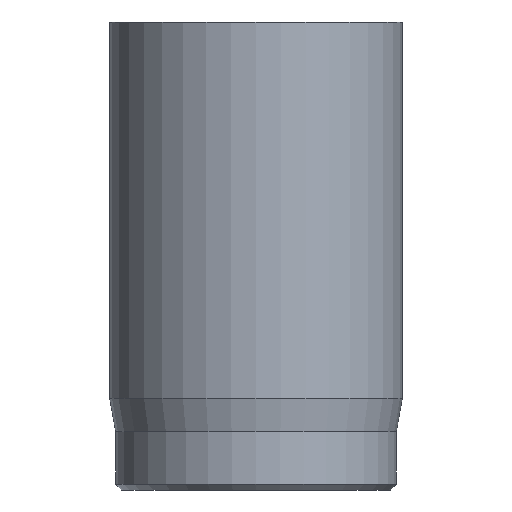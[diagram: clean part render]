
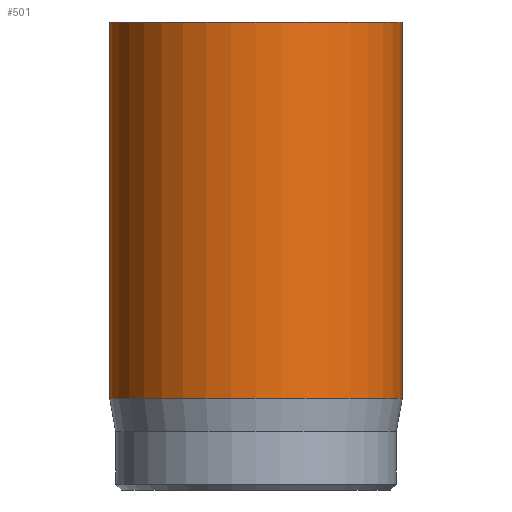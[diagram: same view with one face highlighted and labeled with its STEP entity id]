
A CAD part, front view. The second image highlights one B-rep face of the part: STEP entity #501.
In plain terms, the highlighted cylindrical face has radius 2.5 mm (diameter 5 mm), a full revolution.
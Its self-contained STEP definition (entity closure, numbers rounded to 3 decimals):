
#50=CYLINDRICAL_SURFACE('',#610,2.5);
#61=FACE_OUTER_BOUND('',#94,.T.);
#94=EDGE_LOOP('',(#378,#379,#380,#381,#382));
#126=LINE('',#862,#168);
#168=VECTOR('',#705,2.5);
#214=CIRCLE('',#608,2.5);
#215=CIRCLE('',#609,2.5);
#216=CIRCLE('',#611,2.5);
#241=VERTEX_POINT('',#854);
#242=VERTEX_POINT('',#855);
#243=VERTEX_POINT('',#860);
#291=EDGE_CURVE('',#241,#242,#214,.T.);
#292=EDGE_CURVE('',#242,#241,#215,.T.);
#294=EDGE_CURVE('',#243,#243,#216,.T.);
#295=EDGE_CURVE('',#243,#241,#126,.T.);
#378=ORIENTED_EDGE('',*,*,#294,.T.);
#379=ORIENTED_EDGE('',*,*,#295,.T.);
#380=ORIENTED_EDGE('',*,*,#291,.T.);
#381=ORIENTED_EDGE('',*,*,#292,.T.);
#382=ORIENTED_EDGE('',*,*,#295,.F.);
#501=ADVANCED_FACE('',(#61),#50,.T.);
#608=AXIS2_PLACEMENT_3D('',#856,#696,#697);
#609=AXIS2_PLACEMENT_3D('',#857,#698,#699);
#610=AXIS2_PLACEMENT_3D('',#859,#701,#702);
#611=AXIS2_PLACEMENT_3D('',#861,#703,#704);
#696=DIRECTION('center_axis',(0.,0.,1.));
#697=DIRECTION('ref_axis',(-1.,0.,0.));
#698=DIRECTION('center_axis',(0.,0.,1.));
#699=DIRECTION('ref_axis',(-1.,0.,0.));
#701=DIRECTION('center_axis',(0.,0.,1.));
#702=DIRECTION('ref_axis',(-1.,0.,0.));
#703=DIRECTION('center_axis',(0.,0.,-1.));
#704=DIRECTION('ref_axis',(-1.,0.,0.));
#705=DIRECTION('',(0.,0.,-1.));
#854=CARTESIAN_POINT('',(2.5,0.,1.567));
#855=CARTESIAN_POINT('',(-2.5,0.,1.567));
#856=CARTESIAN_POINT('Origin',(0.,0.,1.567));
#857=CARTESIAN_POINT('Origin',(0.,0.,1.567));
#859=CARTESIAN_POINT('Origin',(0.,0.,0.));
#860=CARTESIAN_POINT('',(2.5,0.,8.));
#861=CARTESIAN_POINT('Origin',(0.,0.,8.));
#862=CARTESIAN_POINT('',(2.5,0.,0.));
